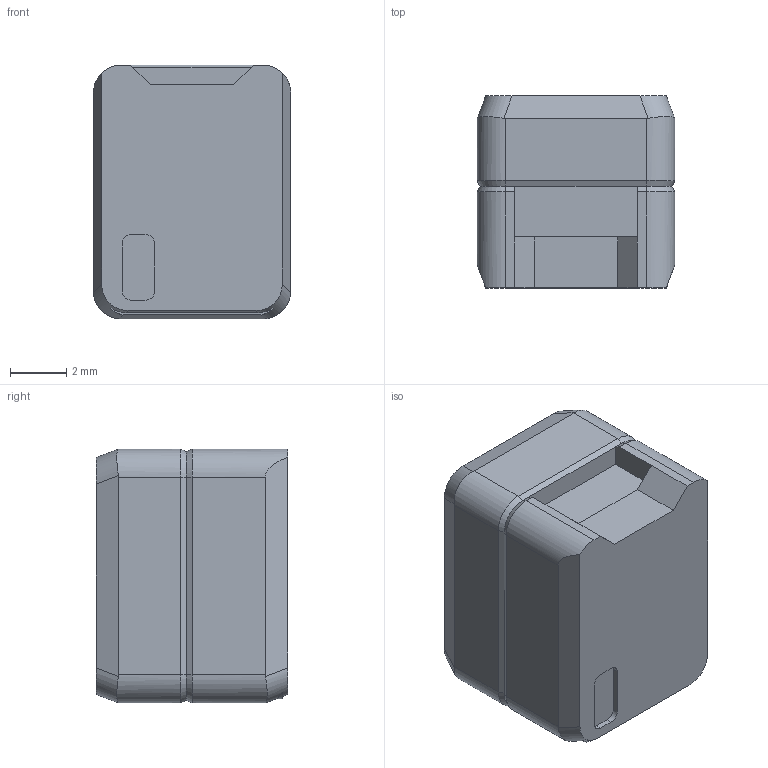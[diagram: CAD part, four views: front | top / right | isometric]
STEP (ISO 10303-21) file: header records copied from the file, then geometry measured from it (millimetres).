
FILE_DESCRIPTION(/* description */ (''),/* implementation_level */ '2;1');
FILE_NAME(/* name */ 'Distance sensor V1.step',/* time_stamp */ '2025-12-02T21:42:21+02:00',/* author */ (''),/* organization */ (''),/* preprocessor_version */ 'ST-DEVELOPER v20.1',/* originating_system */ 'Autodesk Translation Framework v14.21.0.0',/* authorisation */ '');
FILE_SCHEMA (('AUTOMOTIVE_DESIGN { 1 0 10303 214 3 1 1 }'));
Length unit declared in the file: millimetre
Products named in the file (1): Distance sensor V1
Bounding box: 7 x 6.8 x 9 mm (x, y, z)
Volume: 383 mm3; surface area: 362.4 mm2
Topology: 1 solids, 1 shells, 99 faces, 254 edges, 160 vertices
Faces by surface type: plane 57, cylinder 34, cone 8
Entity records: 3094 total; most frequent: CARTESIAN_POINT 590, DIRECTION 526, ORIENTED_EDGE 508, EDGE_CURVE 254, AXIS2_PLACEMENT_3D 180, LINE 166, VECTOR 166, VERTEX_POINT 160
